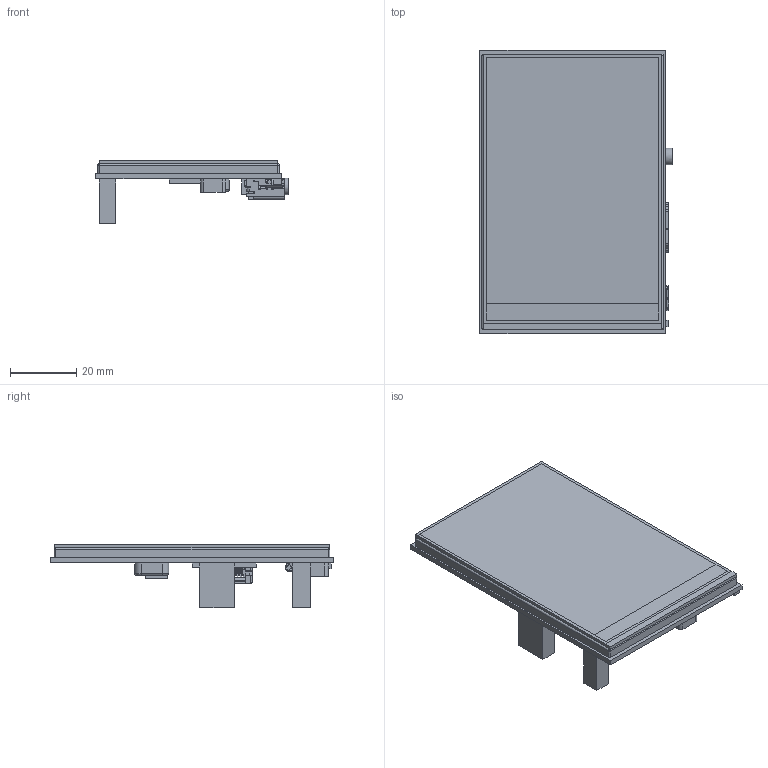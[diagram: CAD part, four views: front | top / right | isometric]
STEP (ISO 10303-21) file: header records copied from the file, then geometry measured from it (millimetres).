
FILE_DESCRIPTION(('FreeCAD Model'),'2;1');
FILE_NAME('Fusion.step', '2018-08-04T15:19:42',('kicad StepUp'),('ksu MCAD'), 'Open CASCADE STEP processor 6.8','FreeCAD','Unknown');
FILE_SCHEMA(('AUTOMOTIVE_DESIGN_CC2 { 1 2 10303 214 -1 1 5 4 }'));
Length unit declared in the file: millimetre
Products named in the file (2): ASSEMBLY; Fusion
Assembly tree (1 placements, depth 2):
  ASSEMBLY
    Fusion
Bounding box: 58.2 x 86 x 19.1 mm (x, y, z)
Volume: 28633.8 mm3; surface area: 14696.6 mm2
Topology: 1 solids, 2 shells, 1827 faces, 5005 edges, 3114 vertices
Faces by surface type: plane 1416, cylinder 364, bspline 31, cone 8, sphere 6, torus 2
Full cylindrical faces by diameter (mm): 3.6 x1, 5 x1
Entity records: 70578 total; most frequent: CARTESIAN_POINT 10990, ORIENTED_EDGE 10106, DIRECTION 9310, EDGE_CURVE 5003, LINE 4172, VECTOR 4172, VERTEX_POINT 3114, AXIS2_PLACEMENT_3D 2569
